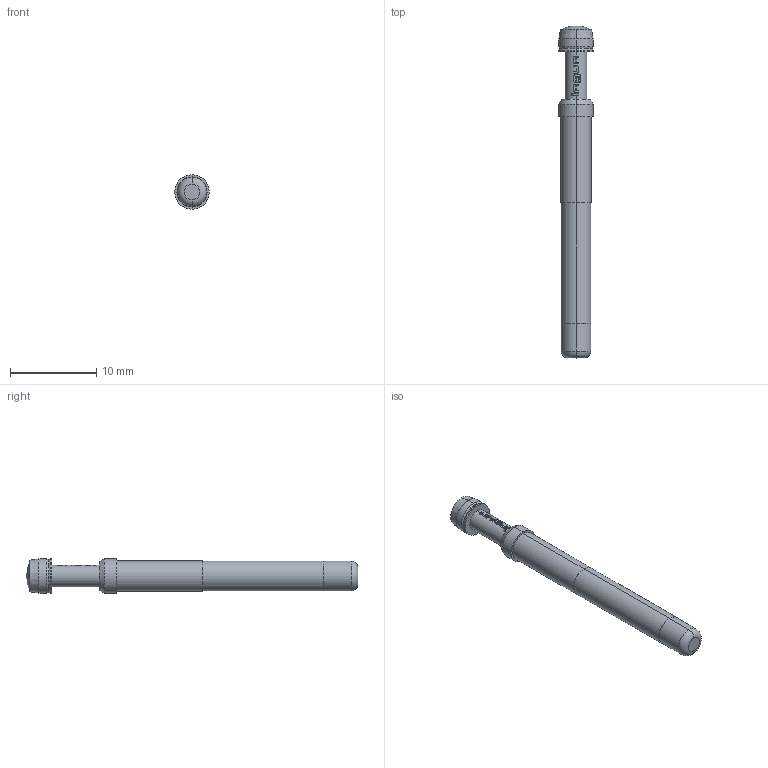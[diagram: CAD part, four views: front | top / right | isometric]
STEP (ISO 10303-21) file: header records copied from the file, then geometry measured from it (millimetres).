
FILE_DESCRIPTION (( 'STEP AP203' ), '1' );
FILE_NAME ('INGUN_HSS-150_305_400_S_xx02.STEP', '2022-02-02T13:59:43', ( 'ochi' ), ( '' ), 'SwSTEP 2.0', 'SolidWorks 2018', '' );
FILE_SCHEMA (( 'CONFIG_CONTROL_DESIGN' ));
Length unit declared in the file: millimetre
Products named in the file (1): INGUN_HSS-150_305_400_S_xx02
Bounding box: 4 x 38.5 x 4 mm (x, y, z)
Volume: 347.9 mm3; surface area: 438.1 mm2
Topology: 1 solids, 1 shells, 114 faces, 306 edges, 201 vertices
Faces by surface type: plane 47, cylinder 33, bspline 22, torus 6, cone 4, sphere 2
Entity records: 3961 total; most frequent: CARTESIAN_POINT 1142, ORIENTED_EDGE 612, DIRECTION 530, EDGE_CURVE 306, AXIS2_PLACEMENT_3D 217, VERTEX_POINT 201, CIRCLE 124, EDGE_LOOP 121
